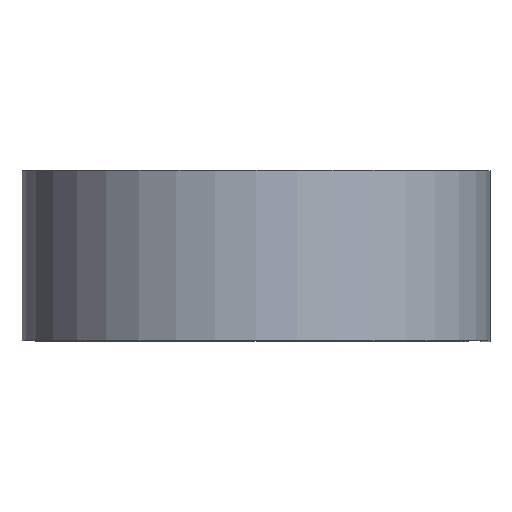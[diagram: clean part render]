
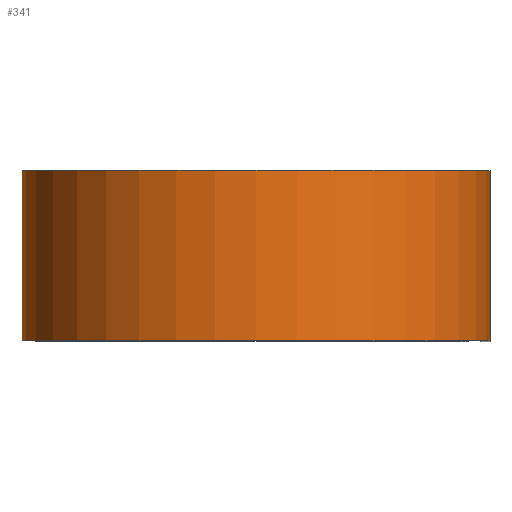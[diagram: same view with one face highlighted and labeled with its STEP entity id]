
A CAD part, top view. The second image highlights one B-rep face of the part: STEP entity #341.
In plain terms, the highlighted cylindrical face has radius 30.582 mm (diameter 61.163 mm), a partial arc.
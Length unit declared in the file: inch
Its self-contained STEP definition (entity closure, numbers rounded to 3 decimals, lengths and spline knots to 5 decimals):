
#1 = CARTESIAN_POINT ( 'NONE',  ( 0., 0.4375, -1.204 ) ) ;
#4 = DIRECTION ( 'NONE',  ( 0., -1., 0. ) ) ;
#6 = CARTESIAN_POINT ( 'NONE',  ( 0., 0.4375, -1.204 ) ) ;
#12 = CIRCLE ( 'NONE', #465, 1.204 ) ;
#18 = ORIENTED_EDGE ( 'NONE', *, *, #342, .T. ) ;
#51 = VECTOR ( 'NONE', #4, 39.37008 ) ;
#77 = LINE ( 'NONE', #6, #51 ) ;
#102 = DIRECTION ( 'NONE',  ( 0., -1., 0. ) ) ;
#121 = ORIENTED_EDGE ( 'NONE', *, *, #176, .F. ) ;
#132 = FACE_OUTER_BOUND ( 'NONE', #552, .T. ) ;
#149 = CYLINDRICAL_SURFACE ( 'NONE', #674, 1.204 ) ;
#176 = EDGE_CURVE ( 'NONE', #294, #338, #181, .T. ) ;
#181 = CIRCLE ( 'NONE', #381, 1.204 ) ;
#195 = DIRECTION ( 'NONE',  ( 0., 0., -1. ) ) ;
#271 = CARTESIAN_POINT ( 'NONE',  ( 0., 0.4375, 0. ) ) ;
#294 = VERTEX_POINT ( 'NONE', #1 ) ;
#302 = ORIENTED_EDGE ( 'NONE', *, *, #305, .T. ) ;
#305 = EDGE_CURVE ( 'NONE', #402, #313, #12, .T. ) ;
#313 = VERTEX_POINT ( 'NONE', #480 ) ;
#321 = CARTESIAN_POINT ( 'NONE',  ( 1.204, 0.4375, 0. ) ) ;
#322 = DIRECTION ( 'NONE',  ( 0., -1., 0. ) ) ;
#333 = DIRECTION ( 'NONE',  ( 1., 0., 0. ) ) ;
#336 = DIRECTION ( 'NONE',  ( 0., 1., 0. ) ) ;
#337 = CARTESIAN_POINT ( 'NONE',  ( 0., 0.4375, 0. ) ) ;
#338 = VERTEX_POINT ( 'NONE', #321 ) ;
#341 = ADVANCED_FACE ( 'NONE', ( #132 ), #149, .T. ) ;
#342 = EDGE_CURVE ( 'NONE', #294, #402, #77, .T. ) ;
#350 = ORIENTED_EDGE ( 'NONE', *, *, #687, .F. ) ;
#367 = DIRECTION ( 'NONE',  ( 1., 0., 0. ) ) ;
#381 = AXIS2_PLACEMENT_3D ( 'NONE', #337, #336, #333 ) ;
#389 = CARTESIAN_POINT ( 'NONE',  ( 1.204, 0.4375, 0. ) ) ;
#402 = VERTEX_POINT ( 'NONE', #624 ) ;
#428 = DIRECTION ( 'NONE',  ( 0., 1., 0. ) ) ;
#439 = CARTESIAN_POINT ( 'NONE',  ( 0., -0.4375, 0. ) ) ;
#465 = AXIS2_PLACEMENT_3D ( 'NONE', #439, #428, #367 ) ;
#480 = CARTESIAN_POINT ( 'NONE',  ( 1.204, -0.4375, 0. ) ) ;
#552 = EDGE_LOOP ( 'NONE', ( #302, #350, #121, #18 ) ) ;
#586 = LINE ( 'NONE', #389, #611 ) ;
#611 = VECTOR ( 'NONE', #102, 39.37008 ) ;
#624 = CARTESIAN_POINT ( 'NONE',  ( 0., -0.4375, -1.204 ) ) ;
#674 = AXIS2_PLACEMENT_3D ( 'NONE', #271, #322, #195 ) ;
#687 = EDGE_CURVE ( 'NONE', #338, #313, #586, .T. ) ;
